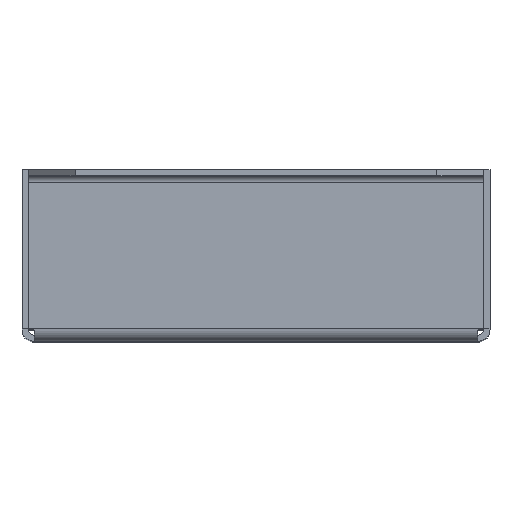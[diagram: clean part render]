
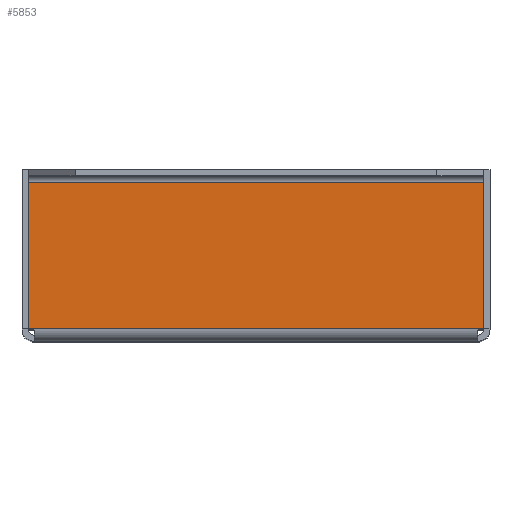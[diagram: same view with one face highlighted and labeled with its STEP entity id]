
A CAD part, top view. The second image highlights one B-rep face of the part: STEP entity #5853.
In plain terms, the highlighted planar face has unit normal (0, 0, 1).
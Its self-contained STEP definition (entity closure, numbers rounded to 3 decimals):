
#1766 = CYLINDRICAL_SURFACE('',#1767,4.);
#1767 = AXIS2_PLACEMENT_3D('',#1768,#1769,#1770);
#1768 = CARTESIAN_POINT('',(0.,4.,96.));
#1769 = DIRECTION('',(-1.,0.,0.));
#1770 = DIRECTION('',(0.,-1.,0.));
#4555 = EDGE_CURVE('',#4556,#4558,#4560,.T.);
#4556 = VERTEX_POINT('',#4557);
#4557 = CARTESIAN_POINT('',(-71.,4.,100.));
#4558 = VERTEX_POINT('',#4559);
#4559 = CARTESIAN_POINT('',(71.,4.,100.));
#4560 = SURFACE_CURVE('',#4561,(#4565,#4572),.PCURVE_S1.);
#4561 = LINE('',#4562,#4563);
#4562 = CARTESIAN_POINT('',(0.,4.,100.));
#4563 = VECTOR('',#4564,1.);
#4564 = DIRECTION('',(1.,0.,0.));
#4565 = PCURVE('',#1766,#4566);
#4566 = DEFINITIONAL_REPRESENTATION('',(#4567),#4571);
#4567 = LINE('',#4568,#4569);
#4568 = CARTESIAN_POINT('',(1.571,0.));
#4569 = VECTOR('',#4570,1.);
#4570 = DIRECTION('',(0.,-1.));
#4571 = ( GEOMETRIC_REPRESENTATION_CONTEXT(2) 
PARAMETRIC_REPRESENTATION_CONTEXT() REPRESENTATION_CONTEXT('2D SPACE',''
  ) );
#4572 = PCURVE('',#4573,#4578);
#4573 = PLANE('',#4574);
#4574 = AXIS2_PLACEMENT_3D('',#4575,#4576,#4577);
#4575 = CARTESIAN_POINT('',(0.,27.251,100.));
#4576 = DIRECTION('',(0.,0.,1.));
#4577 = DIRECTION('',(0.,-1.,0.));
#4578 = DEFINITIONAL_REPRESENTATION('',(#4579),#4583);
#4579 = LINE('',#4580,#4581);
#4580 = CARTESIAN_POINT('',(23.251,0.));
#4581 = VECTOR('',#4582,1.);
#4582 = DIRECTION('',(0.,1.));
#4583 = ( GEOMETRIC_REPRESENTATION_CONTEXT(2) 
PARAMETRIC_REPRESENTATION_CONTEXT() REPRESENTATION_CONTEXT('2D SPACE',''
  ) );
#4888 = PLANE('',#4889);
#4889 = AXIS2_PLACEMENT_3D('',#4890,#4891,#4892);
#4890 = CARTESIAN_POINT('',(-71.,4.,100.));
#4891 = DIRECTION('',(0.,-1.,0.));
#4892 = DIRECTION('',(-1.,0.,0.));
#4942 = PLANE('',#4943);
#4943 = AXIS2_PLACEMENT_3D('',#4944,#4945,#4946);
#4944 = CARTESIAN_POINT('',(71.586,4.,100.));
#4945 = DIRECTION('',(0.,-1.,0.));
#4946 = DIRECTION('',(-1.,0.,0.));
#5003 = PLANE('',#5004);
#5004 = AXIS2_PLACEMENT_3D('',#5005,#5006,#5007);
#5005 = CARTESIAN_POINT('',(72.986,55.,100.));
#5006 = DIRECTION('',(1.,0.,0.));
#5007 = DIRECTION('',(0.,-1.,0.));
#5074 = PLANE('',#5075);
#5075 = AXIS2_PLACEMENT_3D('',#5076,#5077,#5078);
#5076 = CARTESIAN_POINT('',(-72.986,4.,100.));
#5077 = DIRECTION('',(-1.,0.,0.));
#5078 = DIRECTION('',(0.,1.,0.));
#5853 = ADVANCED_FACE('',(#5854),#4573,.T.);
#5854 = FACE_BOUND('',#5855,.T.);
#5855 = EDGE_LOOP('',(#5856,#5886,#5909,#5930,#5931,#5954));
#5856 = ORIENTED_EDGE('',*,*,#5857,.T.);
#5857 = EDGE_CURVE('',#5858,#5860,#5862,.T.);
#5858 = VERTEX_POINT('',#5859);
#5859 = CARTESIAN_POINT('',(72.986,51.,100.));
#5860 = VERTEX_POINT('',#5861);
#5861 = CARTESIAN_POINT('',(-72.986,51.,100.));
#5862 = SURFACE_CURVE('',#5863,(#5867,#5874),.PCURVE_S1.);
#5863 = LINE('',#5864,#5865);
#5864 = CARTESIAN_POINT('',(-36.493,51.,100.));
#5865 = VECTOR('',#5866,1.);
#5866 = DIRECTION('',(-1.,0.,0.));
#5867 = PCURVE('',#4573,#5868);
#5868 = DEFINITIONAL_REPRESENTATION('',(#5869),#5873);
#5869 = LINE('',#5870,#5871);
#5870 = CARTESIAN_POINT('',(-23.749,-36.493));
#5871 = VECTOR('',#5872,1.);
#5872 = DIRECTION('',(0.,-1.));
#5873 = ( GEOMETRIC_REPRESENTATION_CONTEXT(2) 
PARAMETRIC_REPRESENTATION_CONTEXT() REPRESENTATION_CONTEXT('2D SPACE',''
  ) );
#5874 = PCURVE('',#5875,#5880);
#5875 = CYLINDRICAL_SURFACE('',#5876,2.);
#5876 = AXIS2_PLACEMENT_3D('',#5877,#5878,#5879);
#5877 = CARTESIAN_POINT('',(0.,51.,102.));
#5878 = DIRECTION('',(1.,0.,0.));
#5879 = DIRECTION('',(0.,0.,-1.));
#5880 = DEFINITIONAL_REPRESENTATION('',(#5881),#5885);
#5881 = LINE('',#5882,#5883);
#5882 = CARTESIAN_POINT('',(0.,-36.493));
#5883 = VECTOR('',#5884,1.);
#5884 = DIRECTION('',(0.,-1.));
#5885 = ( GEOMETRIC_REPRESENTATION_CONTEXT(2) 
PARAMETRIC_REPRESENTATION_CONTEXT() REPRESENTATION_CONTEXT('2D SPACE',''
  ) );
#5886 = ORIENTED_EDGE('',*,*,#5887,.F.);
#5887 = EDGE_CURVE('',#5888,#5860,#5890,.T.);
#5888 = VERTEX_POINT('',#5889);
#5889 = CARTESIAN_POINT('',(-72.986,4.,100.));
#5890 = SURFACE_CURVE('',#5891,(#5895,#5902),.PCURVE_S1.);
#5891 = LINE('',#5892,#5893);
#5892 = CARTESIAN_POINT('',(-72.986,15.626,100.));
#5893 = VECTOR('',#5894,1.);
#5894 = DIRECTION('',(0.,1.,0.));
#5895 = PCURVE('',#4573,#5896);
#5896 = DEFINITIONAL_REPRESENTATION('',(#5897),#5901);
#5897 = LINE('',#5898,#5899);
#5898 = CARTESIAN_POINT('',(11.626,-72.986));
#5899 = VECTOR('',#5900,1.);
#5900 = DIRECTION('',(-1.,0.));
#5901 = ( GEOMETRIC_REPRESENTATION_CONTEXT(2) 
PARAMETRIC_REPRESENTATION_CONTEXT() REPRESENTATION_CONTEXT('2D SPACE',''
  ) );
#5902 = PCURVE('',#5074,#5903);
#5903 = DEFINITIONAL_REPRESENTATION('',(#5904),#5908);
#5904 = LINE('',#5905,#5906);
#5905 = CARTESIAN_POINT('',(11.626,0.));
#5906 = VECTOR('',#5907,1.);
#5907 = DIRECTION('',(1.,0.));
#5908 = ( GEOMETRIC_REPRESENTATION_CONTEXT(2) 
PARAMETRIC_REPRESENTATION_CONTEXT() REPRESENTATION_CONTEXT('2D SPACE',''
  ) );
#5909 = ORIENTED_EDGE('',*,*,#5910,.F.);
#5910 = EDGE_CURVE('',#4556,#5888,#5911,.T.);
#5911 = SURFACE_CURVE('',#5912,(#5916,#5923),.PCURVE_S1.);
#5912 = LINE('',#5913,#5914);
#5913 = CARTESIAN_POINT('',(-71.,4.,100.));
#5914 = VECTOR('',#5915,1.);
#5915 = DIRECTION('',(-1.,0.,0.));
#5916 = PCURVE('',#4573,#5917);
#5917 = DEFINITIONAL_REPRESENTATION('',(#5918),#5922);
#5918 = LINE('',#5919,#5920);
#5919 = CARTESIAN_POINT('',(23.251,-71.));
#5920 = VECTOR('',#5921,1.);
#5921 = DIRECTION('',(0.,-1.));
#5922 = ( GEOMETRIC_REPRESENTATION_CONTEXT(2) 
PARAMETRIC_REPRESENTATION_CONTEXT() REPRESENTATION_CONTEXT('2D SPACE',''
  ) );
#5923 = PCURVE('',#4888,#5924);
#5924 = DEFINITIONAL_REPRESENTATION('',(#5925),#5929);
#5925 = LINE('',#5926,#5927);
#5926 = CARTESIAN_POINT('',(0.,-0.));
#5927 = VECTOR('',#5928,1.);
#5928 = DIRECTION('',(1.,0.));
#5929 = ( GEOMETRIC_REPRESENTATION_CONTEXT(2) 
PARAMETRIC_REPRESENTATION_CONTEXT() REPRESENTATION_CONTEXT('2D SPACE',''
  ) );
#5930 = ORIENTED_EDGE('',*,*,#4555,.T.);
#5931 = ORIENTED_EDGE('',*,*,#5932,.T.);
#5932 = EDGE_CURVE('',#4558,#5933,#5935,.T.);
#5933 = VERTEX_POINT('',#5934);
#5934 = CARTESIAN_POINT('',(72.986,4.,100.));
#5935 = SURFACE_CURVE('',#5936,(#5940,#5947),.PCURVE_S1.);
#5936 = LINE('',#5937,#5938);
#5937 = CARTESIAN_POINT('',(71.,4.,100.));
#5938 = VECTOR('',#5939,1.);
#5939 = DIRECTION('',(1.,0.,0.));
#5940 = PCURVE('',#4573,#5941);
#5941 = DEFINITIONAL_REPRESENTATION('',(#5942),#5946);
#5942 = LINE('',#5943,#5944);
#5943 = CARTESIAN_POINT('',(23.251,71.));
#5944 = VECTOR('',#5945,1.);
#5945 = DIRECTION('',(0.,1.));
#5946 = ( GEOMETRIC_REPRESENTATION_CONTEXT(2) 
PARAMETRIC_REPRESENTATION_CONTEXT() REPRESENTATION_CONTEXT('2D SPACE',''
  ) );
#5947 = PCURVE('',#4942,#5948);
#5948 = DEFINITIONAL_REPRESENTATION('',(#5949),#5953);
#5949 = LINE('',#5950,#5951);
#5950 = CARTESIAN_POINT('',(0.586,0.));
#5951 = VECTOR('',#5952,1.);
#5952 = DIRECTION('',(-1.,-0.));
#5953 = ( GEOMETRIC_REPRESENTATION_CONTEXT(2) 
PARAMETRIC_REPRESENTATION_CONTEXT() REPRESENTATION_CONTEXT('2D SPACE',''
  ) );
#5954 = ORIENTED_EDGE('',*,*,#5955,.F.);
#5955 = EDGE_CURVE('',#5858,#5933,#5956,.T.);
#5956 = SURFACE_CURVE('',#5957,(#5961,#5968),.PCURVE_S1.);
#5957 = LINE('',#5958,#5959);
#5958 = CARTESIAN_POINT('',(72.986,41.126,100.));
#5959 = VECTOR('',#5960,1.);
#5960 = DIRECTION('',(0.,-1.,0.));
#5961 = PCURVE('',#4573,#5962);
#5962 = DEFINITIONAL_REPRESENTATION('',(#5963),#5967);
#5963 = LINE('',#5964,#5965);
#5964 = CARTESIAN_POINT('',(-13.874,72.986));
#5965 = VECTOR('',#5966,1.);
#5966 = DIRECTION('',(1.,0.));
#5967 = ( GEOMETRIC_REPRESENTATION_CONTEXT(2) 
PARAMETRIC_REPRESENTATION_CONTEXT() REPRESENTATION_CONTEXT('2D SPACE',''
  ) );
#5968 = PCURVE('',#5003,#5969);
#5969 = DEFINITIONAL_REPRESENTATION('',(#5970),#5974);
#5970 = LINE('',#5971,#5972);
#5971 = CARTESIAN_POINT('',(13.874,0.));
#5972 = VECTOR('',#5973,1.);
#5973 = DIRECTION('',(1.,0.));
#5974 = ( GEOMETRIC_REPRESENTATION_CONTEXT(2) 
PARAMETRIC_REPRESENTATION_CONTEXT() REPRESENTATION_CONTEXT('2D SPACE',''
  ) );
